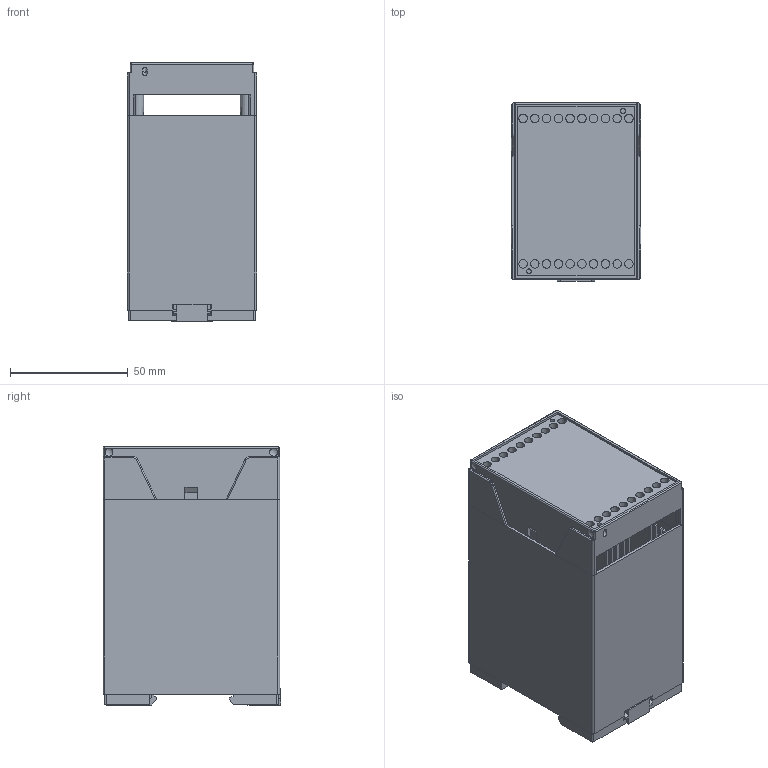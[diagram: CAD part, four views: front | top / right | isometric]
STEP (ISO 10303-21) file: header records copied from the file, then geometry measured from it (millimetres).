
FILE_DESCRIPTION((''),'2;1');
FILE_NAME('65005510_CN 55 AK.stp','2010-05-18T11:12:43',('Kotzmaier'),(''),'Autodesk Inventor 2010','Autodesk Inventor 2010','');
FILE_SCHEMA(('CONFIG_CONTROL_DESIGN'));
Length unit declared in the file: millimetre
Products named in the file (4): CN 55; DECKEL CN(S) 55 AK_1003701_3Dsym; CN 55 Gehäuse_1003693_3Dsym; Riegel_1007508_3Dsym
Assembly tree (3 placements, depth 2):
  CN 55
    DECKEL CN(S) 55 AK_1003701_3Dsym
    CN 55 Gehäuse_1003693_3Dsym
    Riegel_1007508_3Dsym
Bounding box: 55 x 75.55 x 109.7 mm (x, y, z)
Volume: 73733.2 mm3; surface area: 88345.7 mm2
Topology: 3 solids, 3 shells, 986 faces, 2806 edges, 1847 vertices
Faces by surface type: plane 727, cylinder 130, cone 115, sphere 10, torus 4
Full cylindrical faces by diameter (mm): 3.6 x20
Entity records: 31767 total; most frequent: CARTESIAN_POINT 5767, ORIENTED_EDGE 5496, DIRECTION 5170, EDGE_CURVE 2748, VECTOR 2220, LINE 2220, VERTEX_POINT 1845, AXIS2_PLACEMENT_3D 1475
